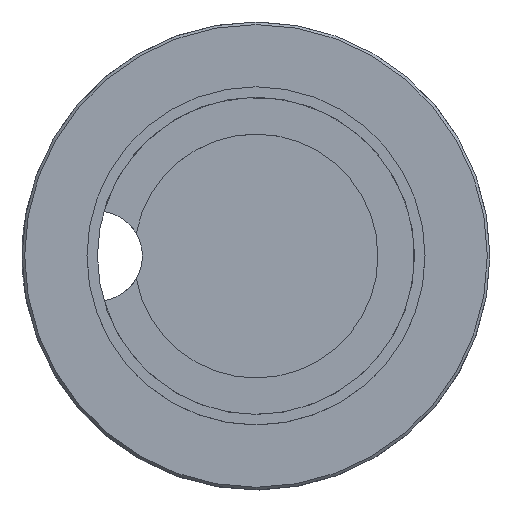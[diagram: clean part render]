
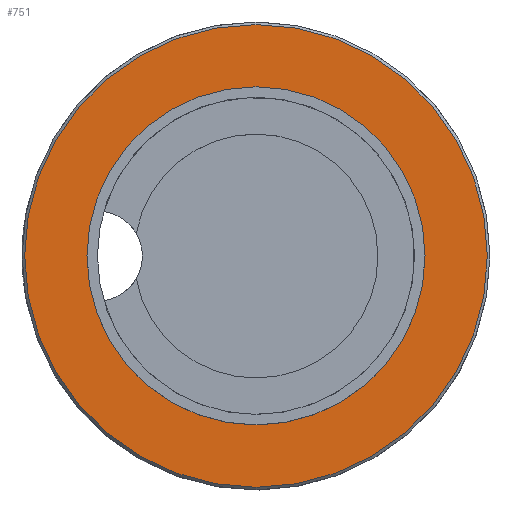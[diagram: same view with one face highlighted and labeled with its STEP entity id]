
A CAD part, top view. The second image highlights one B-rep face of the part: STEP entity #751.
In plain terms, the highlighted planar face has unit normal (0, 0, 1).
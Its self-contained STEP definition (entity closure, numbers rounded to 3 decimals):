
#523 = VERTEX_POINT('',#524);
#524 = CARTESIAN_POINT('',(-44.2,0.,10.5));
#532 = EDGE_CURVE('',#523,#523,#533,.T.);
#533 = CIRCLE('',#534,44.2);
#534 = AXIS2_PLACEMENT_3D('',#535,#536,#537);
#535 = CARTESIAN_POINT('',(0.,0.,10.5));
#536 = DIRECTION('',(0.,0.,1.));
#537 = DIRECTION('',(-1.,0.,0.));
#751 = ADVANCED_FACE('',(#752,#755),#766,.T.);
#752 = FACE_BOUND('',#753,.T.);
#753 = EDGE_LOOP('',(#754));
#754 = ORIENTED_EDGE('',*,*,#532,.T.);
#755 = FACE_BOUND('',#756,.T.);
#756 = EDGE_LOOP('',(#757));
#757 = ORIENTED_EDGE('',*,*,#758,.F.);
#758 = EDGE_CURVE('',#759,#759,#761,.T.);
#759 = VERTEX_POINT('',#760);
#760 = CARTESIAN_POINT('',(-32.3,0.,10.5));
#761 = CIRCLE('',#762,32.3);
#762 = AXIS2_PLACEMENT_3D('',#763,#764,#765);
#763 = CARTESIAN_POINT('',(0.,0.,10.5));
#764 = DIRECTION('',(0.,0.,1.));
#765 = DIRECTION('',(-1.,0.,0.));
#766 = PLANE('',#767);
#767 = AXIS2_PLACEMENT_3D('',#768,#769,#770);
#768 = CARTESIAN_POINT('',(0.,0.,10.5));
#769 = DIRECTION('',(0.,0.,1.));
#770 = DIRECTION('',(-1.,0.,0.));
